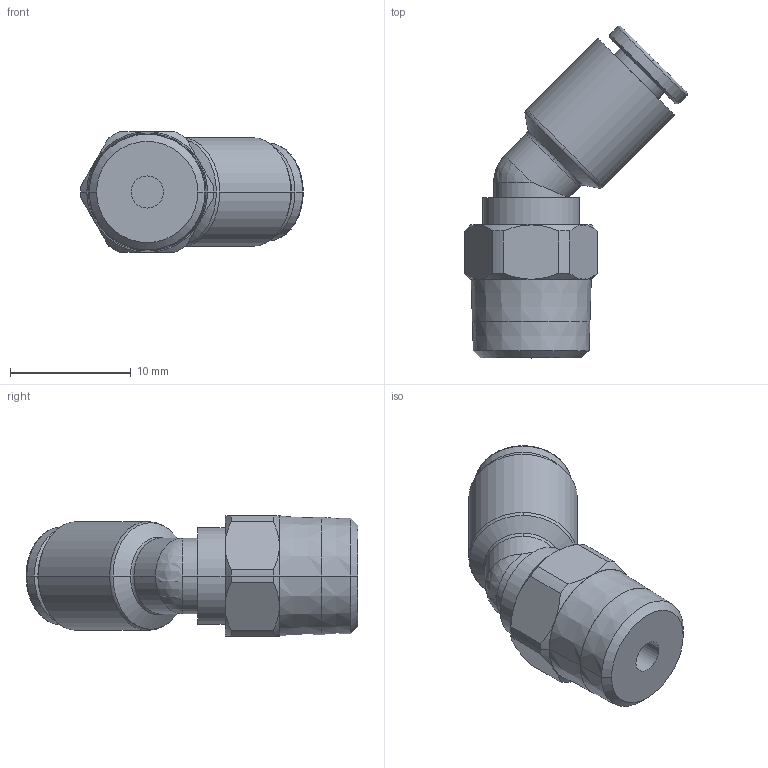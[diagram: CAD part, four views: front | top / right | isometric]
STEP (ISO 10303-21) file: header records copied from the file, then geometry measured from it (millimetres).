
FILE_DESCRIPTION(('STEP AP214'),'1');
FILE_NAME('3113_04_10.stp','2016-07-07T14:58:48',('TraceParts'),('TraceParts S.A.'),'Spatial InterOp 3D',' ',' ');
FILE_SCHEMA(('automotive_design'));
Length unit declared in the file: millimetre
Products named in the file (1): 1
Bounding box: 18.42 x 27.47 x 10 mm (x, y, z)
Volume: 1517 mm3; surface area: 1364.2 mm2
Topology: 1 solids, 1 shells, 79 faces, 186 edges, 113 vertices
Faces by surface type: cone 26, cylinder 26, plane 18, torus 6, sphere 3
Entity records: 2296 total; most frequent: CARTESIAN_POINT 469, DIRECTION 427, ORIENTED_EDGE 360, AXIS2_PLACEMENT_3D 191, EDGE_CURVE 180, VERTEX_POINT 113, CIRCLE 107, EDGE_LOOP 89
